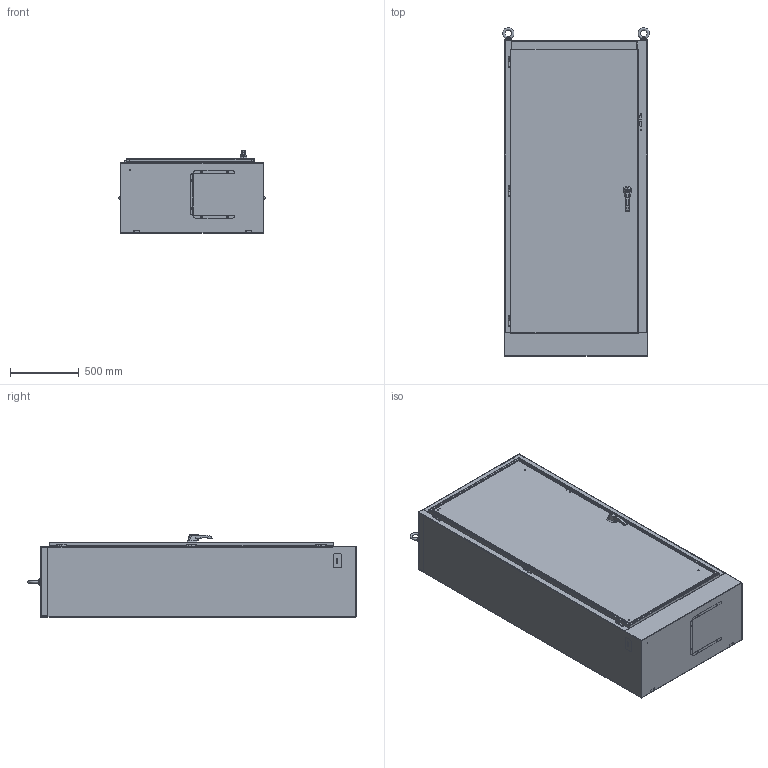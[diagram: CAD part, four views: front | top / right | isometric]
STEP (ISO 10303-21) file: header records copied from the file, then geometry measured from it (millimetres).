
FILE_DESCRIPTION (( 'STEP AP214' ), '1' );
FILE_NAME ('1UHD904120N4SS.STEP', '2019-07-12T16:36:23', ( '' ), ( '' ), 'SwSTEP 2.0', 'SolidWorks 2018', '' );
FILE_SCHEMA (( 'AUTOMOTIVE_DESIGN' ));
Length unit declared in the file: inch
Products named in the file (1): 1UHD904120N4SS
Bounding box: 1064.84 x 2382.49 x 596 mm (x, y, z)
Volume: 29132955.7 mm3; surface area: 22894521.1 mm2
Topology: 112 solids, 113 shells, 2008 faces, 4891 edges, 3140 vertices
Faces by surface type: plane 1133, cylinder 536, bspline 244, cone 83, torus 12
Full cylindrical faces by diameter (mm): 3.967 x4, 4.249 x2, 4.394 x1, 4.75 x2, 4.775 x2, 4.801 x2, 4.826 x4, 4.928 x1, 4.976 x6, 5.537 x4, 5.893 x1, 5.918 x1, 6.35 x17, 6.477 x3, 6.528 x4, 6.756 x1, 7.112 x4, 7.137 x6, 7.163 x1, 7.366 x2, 7.805 x6, 7.937 x2, 7.95 x8, 8.128 x1, 8.255 x1, 8.331 x3, 8.433 x7, 8.712 x1, 8.89 x1, 9.271 x2
Entity records: 73429 total; most frequent: CARTESIAN_POINT 27050, ORIENTED_EDGE 9154, DIRECTION 8573, EDGE_CURVE 4577, VERTEX_POINT 3123, AXIS2_PLACEMENT_3D 2936, VECTOR 2701, LINE 2701
